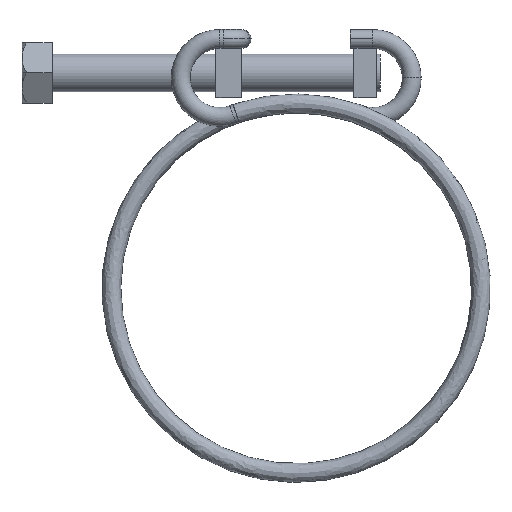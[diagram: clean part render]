
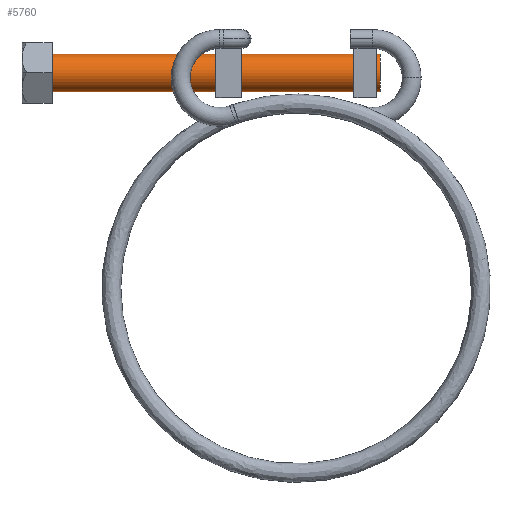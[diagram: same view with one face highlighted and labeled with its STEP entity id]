
A CAD part, top view. The second image highlights one B-rep face of the part: STEP entity #5760.
In plain terms, the highlighted cylindrical face has radius 2.5 mm (diameter 5 mm), a partial arc.
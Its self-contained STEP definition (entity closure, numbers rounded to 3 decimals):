
#83 = CARTESIAN_POINT ( 'NONE',  ( 11.148, 26.05, 0. ) ) ;
#370 = CARTESIAN_POINT ( 'NONE',  ( -32.352, 31.05, 0. ) ) ;
#586 = DIRECTION ( 'NONE',  ( -1., 0., 0. ) ) ;
#1484 = EDGE_CURVE ( 'NONE', #4477, #7700, #8791, .T. ) ;
#1988 = VECTOR ( 'NONE', #2239, 1000. ) ;
#2104 = CIRCLE ( 'NONE', #7189, 2.5 ) ;
#2239 = DIRECTION ( 'NONE',  ( -1., 0., 0. ) ) ;
#2434 = CARTESIAN_POINT ( 'NONE',  ( -32.352, 28.55, 0. ) ) ;
#2622 = DIRECTION ( 'NONE',  ( 1., 0., 0. ) ) ;
#2635 = DIRECTION ( 'NONE',  ( 0., 1., 0. ) ) ;
#2646 = FACE_OUTER_BOUND ( 'NONE', #3553, .T. ) ;
#2693 = ORIENTED_EDGE ( 'NONE', *, *, #8181, .T. ) ;
#2735 = EDGE_CURVE ( 'NONE', #4473, #8089, #3494, .T. ) ;
#2886 = CARTESIAN_POINT ( 'NONE',  ( 11.148, 31.05, 0. ) ) ;
#3494 = LINE ( 'NONE', #4236, #1988 ) ;
#3553 = EDGE_LOOP ( 'NONE', ( #6002, #4353, #2693, #3610 ) ) ;
#3610 = ORIENTED_EDGE ( 'NONE', *, *, #1484, .F. ) ;
#3654 = CARTESIAN_POINT ( 'NONE',  ( -32.352, 26.05, 0. ) ) ;
#3751 = AXIS2_PLACEMENT_3D ( 'NONE', #7806, #4338, #2635 ) ;
#4236 = CARTESIAN_POINT ( 'NONE',  ( 11.148, 31.05, 0. ) ) ;
#4338 = DIRECTION ( 'NONE',  ( 1., 0., 0. ) ) ;
#4353 = ORIENTED_EDGE ( 'NONE', *, *, #2735, .T. ) ;
#4473 = VERTEX_POINT ( 'NONE', #2886 ) ;
#4477 = VERTEX_POINT ( 'NONE', #83 ) ;
#4527 = EDGE_CURVE ( 'NONE', #4473, #4477, #6856, .T. ) ;
#5239 = VECTOR ( 'NONE', #6871, 1000. ) ;
#5399 = DIRECTION ( 'NONE',  ( 0., 1., 0. ) ) ;
#5760 = ADVANCED_FACE ( 'NONE', ( #2646 ), #7523, .T. ) ;
#6002 = ORIENTED_EDGE ( 'NONE', *, *, #4527, .F. ) ;
#6127 = CARTESIAN_POINT ( 'NONE',  ( 11.148, 26.05, 0. ) ) ;
#6148 = DIRECTION ( 'NONE',  ( 0., -1., 0. ) ) ;
#6851 = CARTESIAN_POINT ( 'NONE',  ( 11.148, 28.55, 0. ) ) ;
#6856 = CIRCLE ( 'NONE', #3751, 2.5 ) ;
#6871 = DIRECTION ( 'NONE',  ( -1., 0., 0. ) ) ;
#7189 = AXIS2_PLACEMENT_3D ( 'NONE', #2434, #2622, #5399 ) ;
#7523 = CYLINDRICAL_SURFACE ( 'NONE', #8216, 2.5 ) ;
#7700 = VERTEX_POINT ( 'NONE', #3654 ) ;
#7806 = CARTESIAN_POINT ( 'NONE',  ( 11.148, 28.55, 0. ) ) ;
#8089 = VERTEX_POINT ( 'NONE', #370 ) ;
#8181 = EDGE_CURVE ( 'NONE', #8089, #7700, #2104, .T. ) ;
#8216 = AXIS2_PLACEMENT_3D ( 'NONE', #6851, #586, #6148 ) ;
#8791 = LINE ( 'NONE', #6127, #5239 ) ;
